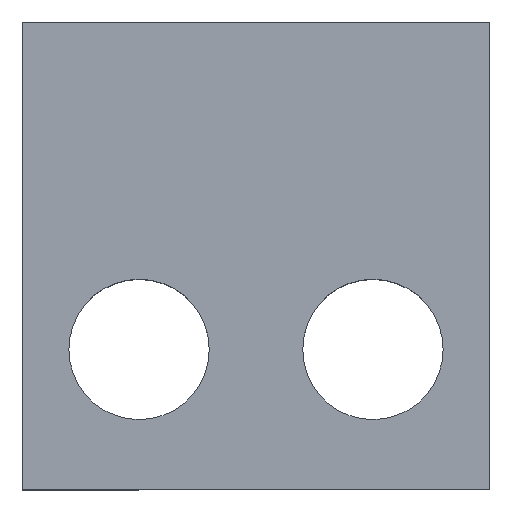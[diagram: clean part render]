
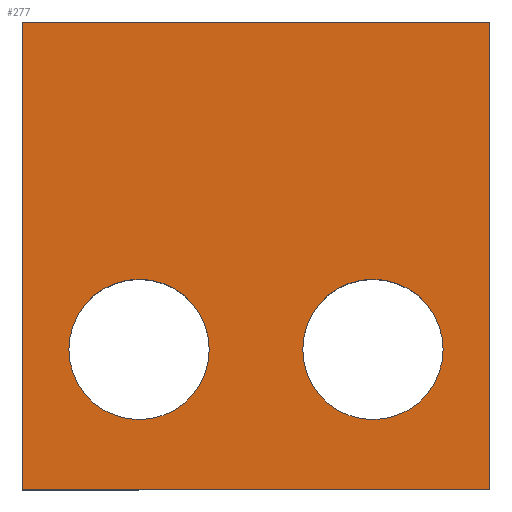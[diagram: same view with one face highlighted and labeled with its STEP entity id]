
A CAD part, top view. The second image highlights one B-rep face of the part: STEP entity #277.
In plain terms, the highlighted planar face has unit normal (0, 0, 1).
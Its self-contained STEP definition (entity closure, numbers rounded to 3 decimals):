
#8 = EDGE_CURVE ( 'NONE', #370, #335, #36, .T. ) ;
#11 = ORIENTED_EDGE ( 'NONE', *, *, #367, .T. ) ;
#12 = CARTESIAN_POINT ( 'NONE',  ( 4.983, 1.707, 3. ) ) ;
#13 = VERTEX_POINT ( 'NONE', #334 ) ;
#26 = CARTESIAN_POINT ( 'NONE',  ( 7.483, -1.293, 3. ) ) ;
#36 = LINE ( 'NONE', #162, #184 ) ;
#44 = CIRCLE ( 'NONE', #267, 1.5 ) ;
#46 = EDGE_CURVE ( 'NONE', #186, #138, #44, .T. ) ;
#47 = LINE ( 'NONE', #375, #176 ) ;
#48 = CARTESIAN_POINT ( 'NONE',  ( 1.483, 1.707, 3. ) ) ;
#49 = PLANE ( 'NONE',  #166 ) ;
#50 = FACE_OUTER_BOUND ( 'NONE', #249, .T. ) ;
#56 = CIRCLE ( 'NONE', #286, 1.5 ) ;
#59 = AXIS2_PLACEMENT_3D ( 'NONE', #341, #70, #358 ) ;
#61 = DIRECTION ( 'NONE',  ( -1., 0., 0. ) ) ;
#70 = DIRECTION ( 'NONE',  ( 0., 0., 1. ) ) ;
#79 = DIRECTION ( 'NONE',  ( 1., 0., 0. ) ) ;
#86 = LINE ( 'NONE', #300, #100 ) ;
#91 = ORIENTED_EDGE ( 'NONE', *, *, #377, .T. ) ;
#94 = EDGE_CURVE ( 'NONE', #128, #220, #169, .T. ) ;
#96 = DIRECTION ( 'NONE',  ( 0., -1., 0. ) ) ;
#99 = ORIENTED_EDGE ( 'NONE', *, *, #257, .T. ) ;
#100 = VECTOR ( 'NONE', #61, 1000. ) ;
#107 = DIRECTION ( 'NONE',  ( 0., 0., 1. ) ) ;
#109 = CARTESIAN_POINT ( 'NONE',  ( 3.483, 1.707, 3. ) ) ;
#116 = CARTESIAN_POINT ( 'NONE',  ( 7.483, 8.707, 3. ) ) ;
#128 = VERTEX_POINT ( 'NONE', #214 ) ;
#138 = VERTEX_POINT ( 'NONE', #308 ) ;
#152 = CARTESIAN_POINT ( 'NONE',  ( -0.017, 1.707, 3. ) ) ;
#156 = EDGE_LOOP ( 'NONE', ( #315, #312 ) ) ;
#162 = CARTESIAN_POINT ( 'NONE',  ( -2.517, 8.707, 3. ) ) ;
#166 = AXIS2_PLACEMENT_3D ( 'NONE', #173, #107, #296 ) ;
#168 = CIRCLE ( 'NONE', #265, 1.5 ) ;
#169 = CIRCLE ( 'NONE', #59, 1.5 ) ;
#173 = CARTESIAN_POINT ( 'NONE',  ( 0., 0., 3. ) ) ;
#174 = FACE_BOUND ( 'NONE', #278, .T. ) ;
#176 = VECTOR ( 'NONE', #230, 1000. ) ;
#180 = CARTESIAN_POINT ( 'NONE',  ( -2.517, 8.707, 3. ) ) ;
#182 = VECTOR ( 'NONE', #356, 1000. ) ;
#184 = VECTOR ( 'NONE', #96, 1000. ) ;
#186 = VERTEX_POINT ( 'NONE', #109 ) ;
#201 = FACE_BOUND ( 'NONE', #156, .T. ) ;
#214 = CARTESIAN_POINT ( 'NONE',  ( -1.517, 1.707, 3. ) ) ;
#215 = ORIENTED_EDGE ( 'NONE', *, *, #8, .T. ) ;
#220 = VERTEX_POINT ( 'NONE', #48 ) ;
#230 = DIRECTION ( 'NONE',  ( 1., 0., 0. ) ) ;
#249 = EDGE_LOOP ( 'NONE', ( #215, #99, #11, #91 ) ) ;
#257 = EDGE_CURVE ( 'NONE', #335, #346, #47, .T. ) ;
#265 = AXIS2_PLACEMENT_3D ( 'NONE', #152, #333, #357 ) ;
#267 = AXIS2_PLACEMENT_3D ( 'NONE', #12, #284, #273 ) ;
#273 = DIRECTION ( 'NONE',  ( 1., 0., 0. ) ) ;
#277 = ADVANCED_FACE ( 'NONE', ( #174, #50, #201 ), #49, .T. ) ;
#278 = EDGE_LOOP ( 'NONE', ( #288, #279 ) ) ;
#279 = ORIENTED_EDGE ( 'NONE', *, *, #355, .F. ) ;
#284 = DIRECTION ( 'NONE',  ( 0., 0., 1. ) ) ;
#286 = AXIS2_PLACEMENT_3D ( 'NONE', #352, #291, #79 ) ;
#288 = ORIENTED_EDGE ( 'NONE', *, *, #94, .F. ) ;
#291 = DIRECTION ( 'NONE',  ( 0., 0., 1. ) ) ;
#296 = DIRECTION ( 'NONE',  ( 1., 0., 0. ) ) ;
#300 = CARTESIAN_POINT ( 'NONE',  ( -2.517, 8.707, 3. ) ) ;
#305 = EDGE_CURVE ( 'NONE', #138, #186, #56, .T. ) ;
#308 = CARTESIAN_POINT ( 'NONE',  ( 6.483, 1.707, 3. ) ) ;
#312 = ORIENTED_EDGE ( 'NONE', *, *, #305, .F. ) ;
#315 = ORIENTED_EDGE ( 'NONE', *, *, #46, .F. ) ;
#333 = DIRECTION ( 'NONE',  ( 0., 0., 1. ) ) ;
#334 = CARTESIAN_POINT ( 'NONE',  ( 7.483, 8.707, 3. ) ) ;
#335 = VERTEX_POINT ( 'NONE', #382 ) ;
#341 = CARTESIAN_POINT ( 'NONE',  ( -0.017, 1.707, 3. ) ) ;
#346 = VERTEX_POINT ( 'NONE', #26 ) ;
#352 = CARTESIAN_POINT ( 'NONE',  ( 4.983, 1.707, 3. ) ) ;
#355 = EDGE_CURVE ( 'NONE', #220, #128, #168, .T. ) ;
#356 = DIRECTION ( 'NONE',  ( 0., 1., 0. ) ) ;
#357 = DIRECTION ( 'NONE',  ( 1., 0., 0. ) ) ;
#358 = DIRECTION ( 'NONE',  ( 1., 0., 0. ) ) ;
#360 = LINE ( 'NONE', #116, #182 ) ;
#367 = EDGE_CURVE ( 'NONE', #346, #13, #360, .T. ) ;
#370 = VERTEX_POINT ( 'NONE', #180 ) ;
#375 = CARTESIAN_POINT ( 'NONE',  ( -2.517, -1.293, 3. ) ) ;
#377 = EDGE_CURVE ( 'NONE', #13, #370, #86, .T. ) ;
#382 = CARTESIAN_POINT ( 'NONE',  ( -2.517, -1.293, 3. ) ) ;
